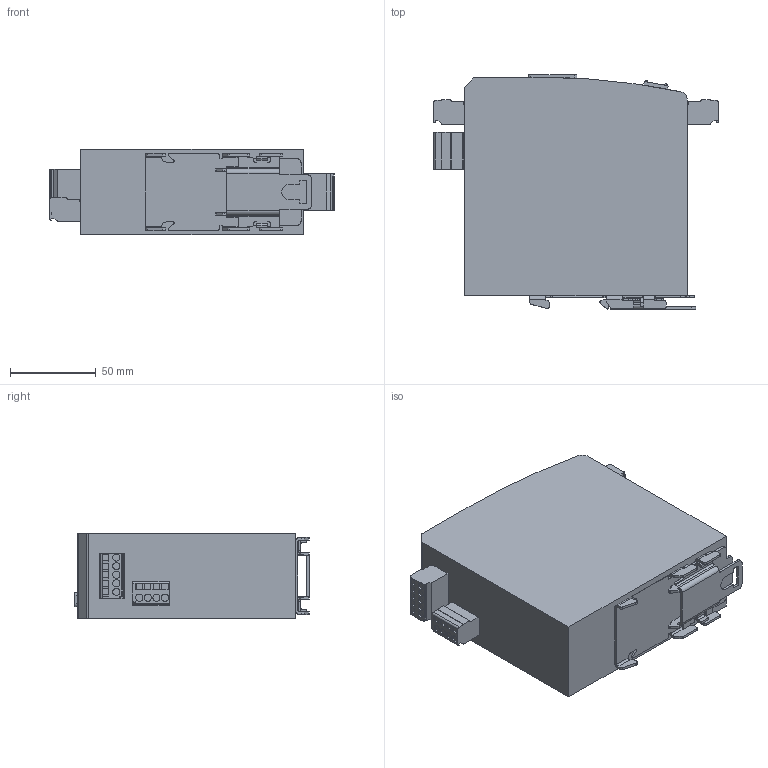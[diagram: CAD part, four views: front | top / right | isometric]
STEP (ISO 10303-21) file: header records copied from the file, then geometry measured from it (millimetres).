
FILE_DESCRIPTION (( 'STEP AP214' ), '1' );
FILE_NAME ('2787-2135.STEP', '2024-01-19T17:08:03', ( '' ), ( '' ), 'SwSTEP 2.0', 'SolidWorks 2023', '' );
FILE_SCHEMA (( 'AUTOMOTIVE_DESIGN' ));
Length unit declared in the file: inch
Products named in the file (1): 2787-2135
Bounding box: 166.4 x 137 x 50 mm (x, y, z)
Volume: 840063.7 mm3; surface area: 68991.9 mm2
Topology: 1 solids, 1 shells, 568 faces, 1579 edges, 1030 vertices
Faces by surface type: plane 370, cylinder 198
Full cylindrical faces by diameter (mm): 3 x2, 4.2 x12
Entity records: 18125 total; most frequent: CARTESIAN_POINT 3240, ORIENTED_EDGE 3130, DIRECTION 3090, EDGE_CURVE 1565, VECTOR 1154, LINE 1154, VERTEX_POINT 1030, AXIS2_PLACEMENT_3D 968
